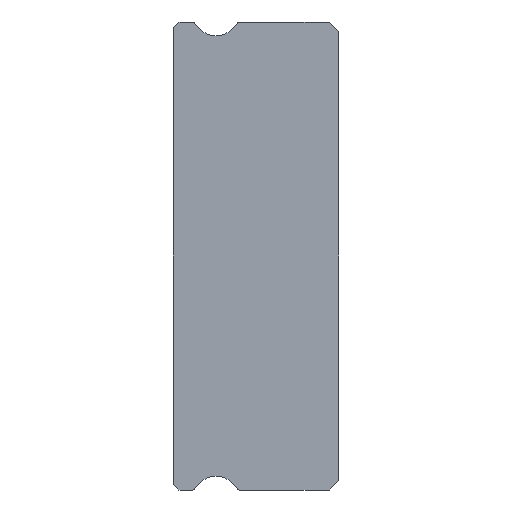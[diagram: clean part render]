
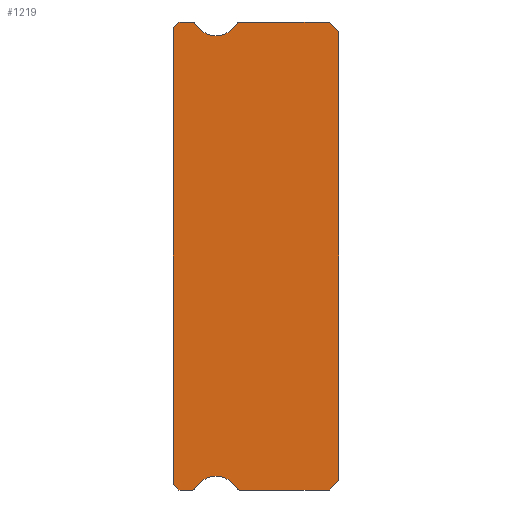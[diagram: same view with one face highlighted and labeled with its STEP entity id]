
A CAD part, left-side view. The second image highlights one B-rep face of the part: STEP entity #1219.
In plain terms, the highlighted planar face has unit normal (-1, 0, 0).
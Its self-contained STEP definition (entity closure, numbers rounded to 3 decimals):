
#9 = AXIS2_PLACEMENT_3D ( 'NONE', #1407, #405, #1313 ) ;
#15 = CARTESIAN_POINT ( 'NONE',  ( -20., 7.512, -12. ) ) ;
#17 = ORIENTED_EDGE ( 'NONE', *, *, #173, .F. ) ;
#26 = DIRECTION ( 'NONE',  ( 0., -0.707, -0.707 ) ) ;
#32 = CIRCLE ( 'NONE', #1203, 1.25 ) ;
#37 = CARTESIAN_POINT ( 'NONE',  ( -20., 0.5, 12. ) ) ;
#43 = ORIENTED_EDGE ( 'NONE', *, *, #114, .F. ) ;
#49 = DIRECTION ( 'NONE',  ( -1., 0., 0. ) ) ;
#51 = ORIENTED_EDGE ( 'NONE', *, *, #416, .F. ) ;
#53 = CARTESIAN_POINT ( 'NONE',  ( -20., 7.512, -11.85 ) ) ;
#61 = LINE ( 'NONE', #1178, #269 ) ;
#65 = DIRECTION ( 'NONE',  ( 1., 0., 0. ) ) ;
#77 = CARTESIAN_POINT ( 'NONE',  ( -20., 0.5, 12. ) ) ;
#98 = LINE ( 'NONE', #767, #458 ) ;
#114 = EDGE_CURVE ( 'NONE', #989, #1198, #32, .T. ) ;
#118 = CARTESIAN_POINT ( 'NONE',  ( -20., 7.512, 12. ) ) ;
#134 = VERTEX_POINT ( 'NONE', #492 ) ;
#138 = VERTEX_POINT ( 'NONE', #1265 ) ;
#161 = CARTESIAN_POINT ( 'NONE',  ( -20., 8.2, 12. ) ) ;
#173 = EDGE_CURVE ( 'NONE', #1132, #240, #825, .T. ) ;
#177 = EDGE_CURVE ( 'NONE', #1450, #865, #951, .T. ) ;
#178 = ORIENTED_EDGE ( 'NONE', *, *, #347, .F. ) ;
#182 = CARTESIAN_POINT ( 'NONE',  ( -20., 0., 11.5 ) ) ;
#185 = EDGE_LOOP ( 'NONE', ( #761, #375, #664, #725, #795, #560, #51, #718, #1253, #17, #987, #550, #672, #43, #178, #586, #320 ) ) ;
#200 = VERTEX_POINT ( 'NONE', #1272 ) ;
#222 = VECTOR ( 'NONE', #306, 1000. ) ;
#229 = CARTESIAN_POINT ( 'NONE',  ( -20., 8.2, -12. ) ) ;
#240 = VERTEX_POINT ( 'NONE', #182 ) ;
#246 = VECTOR ( 'NONE', #359, 1000. ) ;
#258 = PLANE ( 'NONE',  #1295 ) ;
#267 = DIRECTION ( 'NONE',  ( 0., 1., 0. ) ) ;
#269 = VECTOR ( 'NONE', #267, 1000. ) ;
#277 = CARTESIAN_POINT ( 'NONE',  ( -20., 6.3, -12.55 ) ) ;
#280 = VERTEX_POINT ( 'NONE', #1420 ) ;
#295 = AXIS2_PLACEMENT_3D ( 'NONE', #626, #650, #1077 ) ;
#299 = CARTESIAN_POINT ( 'NONE',  ( -20., 7.512, 12. ) ) ;
#306 = DIRECTION ( 'NONE',  ( 0., -1., 0. ) ) ;
#314 = VECTOR ( 'NONE', #1085, 1000. ) ;
#320 = ORIENTED_EDGE ( 'NONE', *, *, #1125, .T. ) ;
#326 = DIRECTION ( 'NONE',  ( -1., 0., 0. ) ) ;
#333 = LINE ( 'NONE', #645, #924 ) ;
#344 = DIRECTION ( 'NONE',  ( 0., 0., -1. ) ) ;
#347 = EDGE_CURVE ( 'NONE', #1183, #989, #1133, .T. ) ;
#353 = EDGE_CURVE ( 'NONE', #138, #867, #856, .T. ) ;
#357 = VERTEX_POINT ( 'NONE', #1409 ) ;
#359 = DIRECTION ( 'NONE',  ( 0., -1., 0. ) ) ;
#375 = ORIENTED_EDGE ( 'NONE', *, *, #1237, .T. ) ;
#405 = DIRECTION ( 'NONE',  ( 1., 0., 0. ) ) ;
#406 = VECTOR ( 'NONE', #1176, 1000. ) ;
#411 = CARTESIAN_POINT ( 'NONE',  ( -20., 0.5, -12. ) ) ;
#416 = EDGE_CURVE ( 'NONE', #1382, #280, #551, .T. ) ;
#426 = CARTESIAN_POINT ( 'NONE',  ( -20., 8.5, 11.85 ) ) ;
#458 = VECTOR ( 'NONE', #635, 1000. ) ;
#473 = CARTESIAN_POINT ( 'NONE',  ( -20., 6.3, 12.55 ) ) ;
#474 = LINE ( 'NONE', #1243, #852 ) ;
#488 = CARTESIAN_POINT ( 'NONE',  ( -20., 7.512, -12. ) ) ;
#490 = CIRCLE ( 'NONE', #1047, 1.25 ) ;
#492 = CARTESIAN_POINT ( 'NONE',  ( -20., 5.217, -11.925 ) ) ;
#550 = ORIENTED_EDGE ( 'NONE', *, *, #353, .F. ) ;
#551 = LINE ( 'NONE', #488, #715 ) ;
#556 = CARTESIAN_POINT ( 'NONE',  ( -20., 8.5, 11.7 ) ) ;
#560 = ORIENTED_EDGE ( 'NONE', *, *, #660, .F. ) ;
#562 = DIRECTION ( 'NONE',  ( 0., 0., -1. ) ) ;
#586 = ORIENTED_EDGE ( 'NONE', *, *, #995, .T. ) ;
#609 = EDGE_CURVE ( 'NONE', #867, #1132, #1300, .T. ) ;
#616 = DIRECTION ( 'NONE',  ( 0., 0., -1. ) ) ;
#619 = AXIS2_PLACEMENT_3D ( 'NONE', #53, #1146, #623 ) ;
#623 = DIRECTION ( 'NONE',  ( 0., 0., -1. ) ) ;
#626 = CARTESIAN_POINT ( 'NONE',  ( -20., 7.512, 11.85 ) ) ;
#635 = DIRECTION ( 'NONE',  ( 0., 0.707, -0.707 ) ) ;
#645 = CARTESIAN_POINT ( 'NONE',  ( -20., 0., 11.5 ) ) ;
#650 = DIRECTION ( 'NONE',  ( 1., 0., 0. ) ) ;
#660 = EDGE_CURVE ( 'NONE', #280, #134, #1301, .T. ) ;
#663 = VECTOR ( 'NONE', #875, 1000. ) ;
#664 = ORIENTED_EDGE ( 'NONE', *, *, #885, .T. ) ;
#672 = ORIENTED_EDGE ( 'NONE', *, *, #708, .F. ) ;
#703 = FACE_OUTER_BOUND ( 'NONE', #185, .T. ) ;
#708 = EDGE_CURVE ( 'NONE', #1198, #138, #490, .T. ) ;
#715 = VECTOR ( 'NONE', #828, 1000. ) ;
#718 = ORIENTED_EDGE ( 'NONE', *, *, #1121, .F. ) ;
#725 = ORIENTED_EDGE ( 'NONE', *, *, #177, .F. ) ;
#732 = CARTESIAN_POINT ( 'NONE',  ( -20., 8.5, 11.7 ) ) ;
#747 = CARTESIAN_POINT ( 'NONE',  ( -20., 5.088, 11.85 ) ) ;
#750 = DIRECTION ( 'NONE',  ( 0., 0., -1. ) ) ;
#761 = ORIENTED_EDGE ( 'NONE', *, *, #1070, .F. ) ;
#762 = LINE ( 'NONE', #556, #314 ) ;
#767 = CARTESIAN_POINT ( 'NONE',  ( -20., 0., -11.5 ) ) ;
#795 = ORIENTED_EDGE ( 'NONE', *, *, #975, .F. ) ;
#818 = CARTESIAN_POINT ( 'NONE',  ( -20., 7.512, 11.85 ) ) ;
#825 = LINE ( 'NONE', #37, #406 ) ;
#828 = DIRECTION ( 'NONE',  ( 0., 1., 0. ) ) ;
#852 = VECTOR ( 'NONE', #26, 1000. ) ;
#856 = CIRCLE ( 'NONE', #1045, 0.15 ) ;
#865 = VERTEX_POINT ( 'NONE', #1385 ) ;
#867 = VERTEX_POINT ( 'NONE', #1352 ) ;
#875 = DIRECTION ( 'NONE',  ( 0., 0., 1. ) ) ;
#885 = EDGE_CURVE ( 'NONE', #1288, #865, #1137, .T. ) ;
#924 = VECTOR ( 'NONE', #979, 1000. ) ;
#949 = CARTESIAN_POINT ( 'NONE',  ( -20., 7.383, 11.925 ) ) ;
#951 = CIRCLE ( 'NONE', #619, 0.15 ) ;
#975 = EDGE_CURVE ( 'NONE', #134, #1450, #1040, .T. ) ;
#979 = DIRECTION ( 'NONE',  ( 0., 0., 1. ) ) ;
#987 = ORIENTED_EDGE ( 'NONE', *, *, #609, .F. ) ;
#989 = VERTEX_POINT ( 'NONE', #949 ) ;
#995 = EDGE_CURVE ( 'NONE', #1183, #1004, #61, .T. ) ;
#1004 = VERTEX_POINT ( 'NONE', #161 ) ;
#1033 = DIRECTION ( 'NONE',  ( -1., 0., 0. ) ) ;
#1034 = CARTESIAN_POINT ( 'NONE',  ( -20., 6.3, 11.3 ) ) ;
#1040 = CIRCLE ( 'NONE', #1107, 1.25 ) ;
#1045 = AXIS2_PLACEMENT_3D ( 'NONE', #747, #65, #750 ) ;
#1047 = AXIS2_PLACEMENT_3D ( 'NONE', #1195, #326, #344 ) ;
#1070 = EDGE_CURVE ( 'NONE', #200, #1368, #1106, .T. ) ;
#1077 = DIRECTION ( 'NONE',  ( 0., 0., -1. ) ) ;
#1085 = DIRECTION ( 'NONE',  ( 0., 0.707, -0.707 ) ) ;
#1100 = EDGE_CURVE ( 'NONE', #357, #240, #333, .T. ) ;
#1106 = LINE ( 'NONE', #426, #663 ) ;
#1107 = AXIS2_PLACEMENT_3D ( 'NONE', #277, #49, #1402 ) ;
#1121 = EDGE_CURVE ( 'NONE', #357, #1382, #98, .T. ) ;
#1125 = EDGE_CURVE ( 'NONE', #1004, #1368, #762, .T. ) ;
#1132 = VERTEX_POINT ( 'NONE', #77 ) ;
#1133 = CIRCLE ( 'NONE', #295, 0.15 ) ;
#1137 = LINE ( 'NONE', #15, #246 ) ;
#1146 = DIRECTION ( 'NONE',  ( 1., 0., 0. ) ) ;
#1176 = DIRECTION ( 'NONE',  ( 0., -0.707, -0.707 ) ) ;
#1178 = CARTESIAN_POINT ( 'NONE',  ( -20., 8.2, 12. ) ) ;
#1183 = VERTEX_POINT ( 'NONE', #118 ) ;
#1195 = CARTESIAN_POINT ( 'NONE',  ( -20., 6.3, 12.55 ) ) ;
#1198 = VERTEX_POINT ( 'NONE', #1034 ) ;
#1203 = AXIS2_PLACEMENT_3D ( 'NONE', #473, #1033, #562 ) ;
#1219 = ADVANCED_FACE ( 'NONE', ( #703 ), #258, .F. ) ;
#1237 = EDGE_CURVE ( 'NONE', #200, #1288, #474, .T. ) ;
#1243 = CARTESIAN_POINT ( 'NONE',  ( -20., 8.2, -12. ) ) ;
#1250 = CARTESIAN_POINT ( 'NONE',  ( -20., 7.383, -11.925 ) ) ;
#1253 = ORIENTED_EDGE ( 'NONE', *, *, #1100, .T. ) ;
#1265 = CARTESIAN_POINT ( 'NONE',  ( -20., 5.217, 11.925 ) ) ;
#1272 = CARTESIAN_POINT ( 'NONE',  ( -20., 8.5, -11.7 ) ) ;
#1288 = VERTEX_POINT ( 'NONE', #229 ) ;
#1295 = AXIS2_PLACEMENT_3D ( 'NONE', #818, #1340, #616 ) ;
#1300 = LINE ( 'NONE', #299, #222 ) ;
#1301 = CIRCLE ( 'NONE', #9, 0.15 ) ;
#1313 = DIRECTION ( 'NONE',  ( 0., 0., -1. ) ) ;
#1340 = DIRECTION ( 'NONE',  ( 1., 0., 0. ) ) ;
#1352 = CARTESIAN_POINT ( 'NONE',  ( -20., 5.088, 12. ) ) ;
#1368 = VERTEX_POINT ( 'NONE', #732 ) ;
#1382 = VERTEX_POINT ( 'NONE', #411 ) ;
#1385 = CARTESIAN_POINT ( 'NONE',  ( -20., 7.512, -12. ) ) ;
#1402 = DIRECTION ( 'NONE',  ( 0., 0., -1. ) ) ;
#1407 = CARTESIAN_POINT ( 'NONE',  ( -20., 5.088, -11.85 ) ) ;
#1409 = CARTESIAN_POINT ( 'NONE',  ( -20., 0., -11.5 ) ) ;
#1420 = CARTESIAN_POINT ( 'NONE',  ( -20., 5.088, -12. ) ) ;
#1450 = VERTEX_POINT ( 'NONE', #1250 ) ;
